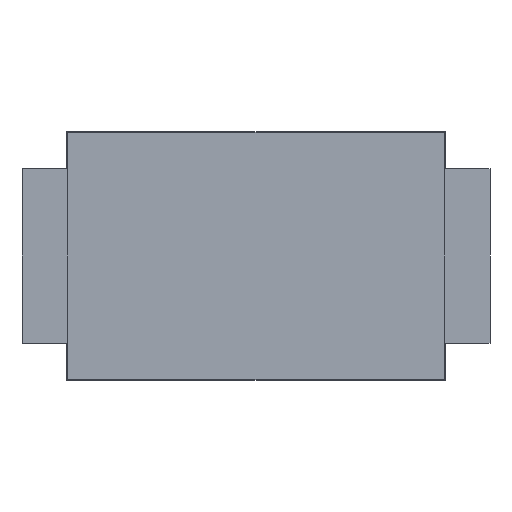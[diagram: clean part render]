
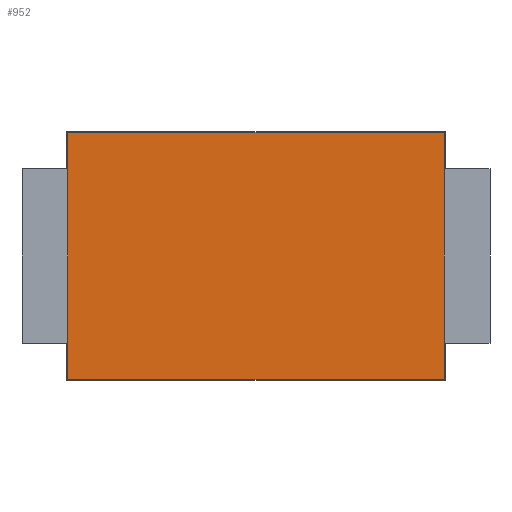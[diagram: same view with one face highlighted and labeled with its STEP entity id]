
A CAD part, front view. The second image highlights one B-rep face of the part: STEP entity #952.
In plain terms, the highlighted planar face has unit normal (0, -1, 0).
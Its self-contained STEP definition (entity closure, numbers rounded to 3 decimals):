
#85 = DIRECTION ( 'NONE',  ( -1., 0., 0. ) ) ;
#92 = PLANE ( 'NONE',  #137 ) ;
#111 = CARTESIAN_POINT ( 'NONE',  ( -1.889, 0., 1.25 ) ) ;
#137 = AXIS2_PLACEMENT_3D ( 'NONE', #469, #585, #669 ) ;
#145 = ORIENTED_EDGE ( 'NONE', *, *, #415, .T. ) ;
#154 = CARTESIAN_POINT ( 'NONE',  ( 1.889, 0., 1.239 ) ) ;
#160 = VERTEX_POINT ( 'NONE', #154 ) ;
#175 = LINE ( 'NONE', #111, #254 ) ;
#200 = CARTESIAN_POINT ( 'NONE',  ( -1.9, 0., -1.239 ) ) ;
#226 = EDGE_CURVE ( 'NONE', #160, #889, #515, .T. ) ;
#254 = VECTOR ( 'NONE', #509, 1000. ) ;
#325 = EDGE_LOOP ( 'NONE', ( #946, #634, #390, #145 ) ) ;
#375 = VECTOR ( 'NONE', #959, 1000. ) ;
#390 = ORIENTED_EDGE ( 'NONE', *, *, #454, .T. ) ;
#415 = EDGE_CURVE ( 'NONE', #1046, #160, #482, .T. ) ;
#454 = EDGE_CURVE ( 'NONE', #926, #1046, #748, .T. ) ;
#469 = CARTESIAN_POINT ( 'NONE',  ( -1.9, 0., 1.25 ) ) ;
#479 = CARTESIAN_POINT ( 'NONE',  ( -1.889, 0., -1.239 ) ) ;
#482 = LINE ( 'NONE', #1145, #375 ) ;
#509 = DIRECTION ( 'NONE',  ( 0., 0., -1. ) ) ;
#515 = LINE ( 'NONE', #1044, #1117 ) ;
#585 = DIRECTION ( 'NONE',  ( 0., 1., 0. ) ) ;
#591 = CARTESIAN_POINT ( 'NONE',  ( 1.889, 0., -1.239 ) ) ;
#634 = ORIENTED_EDGE ( 'NONE', *, *, #1141, .T. ) ;
#669 = DIRECTION ( 'NONE',  ( 0., 0., 1. ) ) ;
#748 = LINE ( 'NONE', #200, #853 ) ;
#830 = CARTESIAN_POINT ( 'NONE',  ( -1.889, 0., 1.239 ) ) ;
#853 = VECTOR ( 'NONE', #1058, 1000. ) ;
#889 = VERTEX_POINT ( 'NONE', #830 ) ;
#926 = VERTEX_POINT ( 'NONE', #479 ) ;
#946 = ORIENTED_EDGE ( 'NONE', *, *, #226, .T. ) ;
#952 = ADVANCED_FACE ( 'NONE', ( #1189 ), #92, .F. ) ;
#959 = DIRECTION ( 'NONE',  ( 0., 0., 1. ) ) ;
#1044 = CARTESIAN_POINT ( 'NONE',  ( -1.9, 0., 1.239 ) ) ;
#1046 = VERTEX_POINT ( 'NONE', #591 ) ;
#1058 = DIRECTION ( 'NONE',  ( 1., 0., 0. ) ) ;
#1117 = VECTOR ( 'NONE', #85, 1000. ) ;
#1141 = EDGE_CURVE ( 'NONE', #889, #926, #175, .T. ) ;
#1145 = CARTESIAN_POINT ( 'NONE',  ( 1.889, 0., 1.25 ) ) ;
#1189 = FACE_OUTER_BOUND ( 'NONE', #325, .T. ) ;
